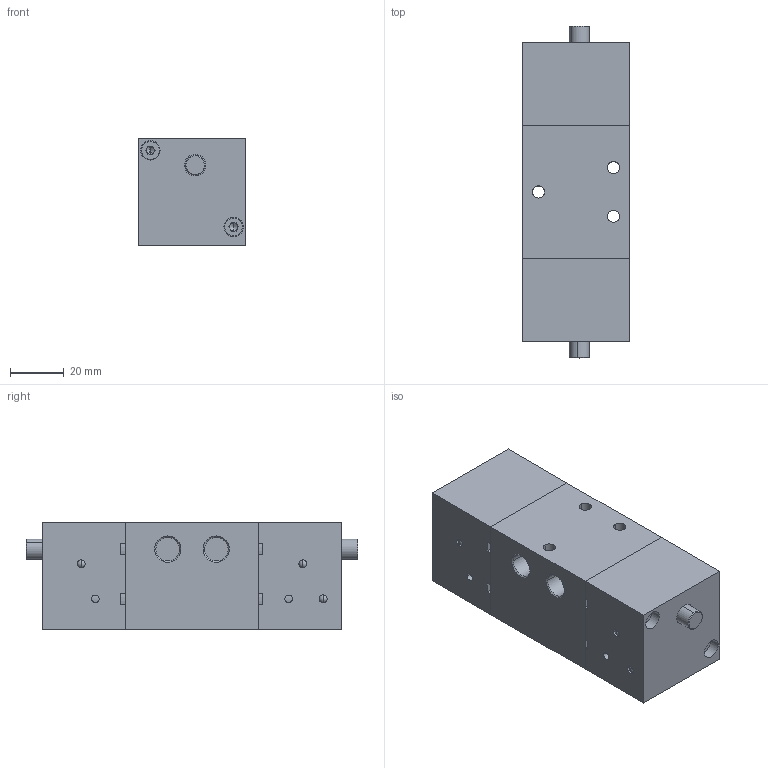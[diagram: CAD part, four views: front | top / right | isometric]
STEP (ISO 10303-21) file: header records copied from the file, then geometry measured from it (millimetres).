
FILE_DESCRIPTION (( 'STEP AP214' ), '1' );
FILE_NAME ('10_029_4.STEP', '2016-08-05T09:13:36', ( '' ), ( '' ), 'SwSTEP 2.0', 'SolidWorks 2016', '' );
FILE_SCHEMA (( 'AUTOMOTIVE_DESIGN' ));
Length unit declared in the file: millimetre
Products named in the file (1): 10_029_4
Bounding box: 40 x 123.5 x 40 mm (x, y, z)
Volume: 173608.8 mm3; surface area: 35066.2 mm2
Topology: 16 solids, 16 shells, 293 faces, 658 edges, 410 vertices
Faces by surface type: plane 130, cylinder 97, cone 32, torus 18, sphere 16
Entity records: 8999 total; most frequent: DIRECTION 1486, CARTESIAN_POINT 1394, ORIENTED_EDGE 1220, EDGE_CURVE 610, AXIS2_PLACEMENT_3D 586, VERTEX_POINT 386, EDGE_LOOP 336, LINE 314
